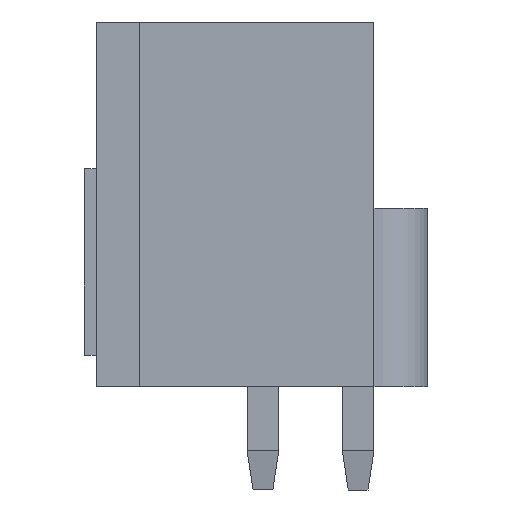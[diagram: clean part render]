
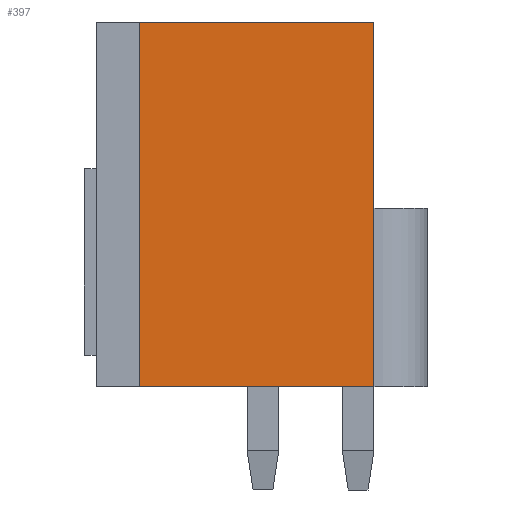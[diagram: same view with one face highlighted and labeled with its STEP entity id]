
A CAD part, left-side view. The second image highlights one B-rep face of the part: STEP entity #397.
In plain terms, the highlighted planar face has unit normal (-1, 0, 0).
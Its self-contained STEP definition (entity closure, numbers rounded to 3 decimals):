
#397 = ADVANCED_FACE( '', ( #972 ), #973, .T. );
#972 = FACE_OUTER_BOUND( '', #1717, .T. );
#973 = PLANE( '', #1718 );
#1717 = EDGE_LOOP( '', ( #2863, #2864, #2865, #2866 ) );
#1718 = AXIS2_PLACEMENT_3D( '', #2867, #2868, #2869 );
#2863 = ORIENTED_EDGE( '', *, *, #4544, .T. );
#2864 = ORIENTED_EDGE( '', *, *, #4530, .T. );
#2865 = ORIENTED_EDGE( '', *, *, #4545, .T. );
#2866 = ORIENTED_EDGE( '', *, *, #4541, .T. );
#2867 = CARTESIAN_POINT( '', ( -4.5, 0., 0. ) );
#2868 = DIRECTION( '', ( -1., 0., 0. ) );
#2869 = DIRECTION( '', ( 0., 0., 1. ) );
#4530 = EDGE_CURVE( '', #5537, #5535, #5538, .T. );
#4541 = EDGE_CURVE( '', #5555, #5553, #5556, .T. );
#4544 = EDGE_CURVE( '', #5553, #5537, #5559, .T. );
#4545 = EDGE_CURVE( '', #5535, #5555, #5560, .T. );
#5535 = VERTEX_POINT( '', #6924 );
#5537 = VERTEX_POINT( '', #6927 );
#5538 = LINE( '', #6928, #6929 );
#5553 = VERTEX_POINT( '', #6948 );
#5555 = VERTEX_POINT( '', #6951 );
#5556 = LINE( '', #6952, #6953 );
#5559 = LINE( '', #6957, #6958 );
#5560 = LINE( '', #6959, #6960 );
#6924 = CARTESIAN_POINT( '', ( -4.5, 0., 9.2 ) );
#6927 = CARTESIAN_POINT( '', ( -4.5, 0., 0. ) );
#6928 = CARTESIAN_POINT( '', ( -4.5, 0., 0. ) );
#6929 = VECTOR( '', #8044, 1000. );
#6948 = CARTESIAN_POINT( '', ( -4.5, 5.9, 0. ) );
#6951 = CARTESIAN_POINT( '', ( -4.5, 5.9, 9.2 ) );
#6952 = CARTESIAN_POINT( '', ( -4.5, 5.9, 9.2 ) );
#6953 = VECTOR( '', #8056, 1000. );
#6957 = CARTESIAN_POINT( '', ( -4.5, 5.9, 0. ) );
#6958 = VECTOR( '', #8058, 1000. );
#6959 = CARTESIAN_POINT( '', ( -4.5, 0., 9.2 ) );
#6960 = VECTOR( '', #8059, 1000. );
#8044 = DIRECTION( '', ( 0., 0., 1. ) );
#8056 = DIRECTION( '', ( 0., 0., -1. ) );
#8058 = DIRECTION( '', ( 0., -1., 0. ) );
#8059 = DIRECTION( '', ( 0., 1., 0. ) );
